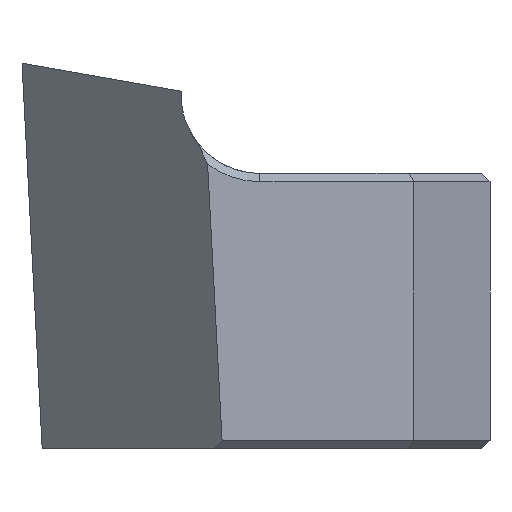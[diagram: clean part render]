
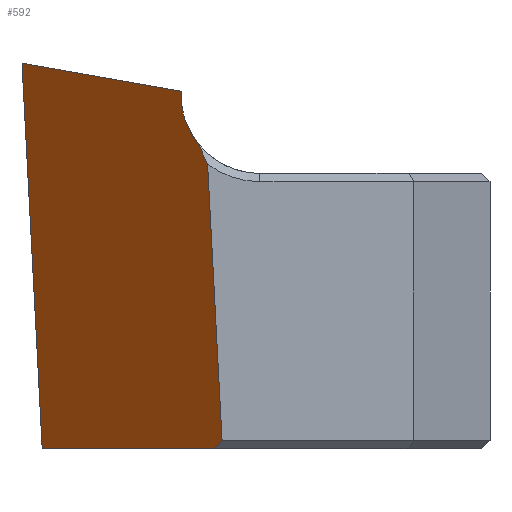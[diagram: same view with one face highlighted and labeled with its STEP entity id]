
A CAD part, left-side view. The second image highlights one B-rep face of the part: STEP entity #592.
In plain terms, the highlighted planar face has unit normal (-0.707, 0.707, -0.037).
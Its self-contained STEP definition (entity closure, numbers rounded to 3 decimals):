
#12 = LINE ( 'NONE', #317, #713 ) ;
#14 = VERTEX_POINT ( 'NONE', #625 ) ;
#47 = CARTESIAN_POINT ( 'NONE',  ( -5.844, 11.032, 11.622 ) ) ;
#55 = LINE ( 'NONE', #357, #742 ) ;
#64 = DIRECTION ( 'NONE',  ( -0.587, -0.557, 0.587 ) ) ;
#77 = CARTESIAN_POINT ( 'NONE',  ( -6.436, 10.384, 10.57 ) ) ;
#110 = EDGE_CURVE ( 'NONE', #895, #472, #545, .T. ) ;
#115 = VECTOR ( 'NONE', #64, 1000. ) ;
#182 = VECTOR ( 'NONE', #185, 1000. ) ;
#185 = DIRECTION ( 'NONE',  ( 0.707, 0.707, 0. ) ) ;
#202 = EDGE_CURVE ( 'NONE', #370, #395, #431, .T. ) ;
#228 = ORIENTED_EDGE ( 'NONE', *, *, #517, .T. ) ;
#285 = CARTESIAN_POINT ( 'NONE',  ( 0., 16.222, -0.85 ) ) ;
#296 = ORIENTED_EDGE ( 'NONE', *, *, #361, .T. ) ;
#317 = CARTESIAN_POINT ( 'NONE',  ( -6.55, 9.69, -0.508 ) ) ;
#344 = LINE ( 'NONE', #640, #557 ) ;
#348 = CARTESIAN_POINT ( 'NONE',  ( -6.25, 10.597, 11.077 ) ) ;
#357 = CARTESIAN_POINT ( 'NONE',  ( 0., 16.222, -0.85 ) ) ;
#361 = EDGE_CURVE ( 'NONE', #395, #783, #12, .T. ) ;
#370 = VERTEX_POINT ( 'NONE', #841 ) ;
#375 = CARTESIAN_POINT ( 'NONE',  ( -6.335, 10.498, 10.817 ) ) ;
#394 = EDGE_CURVE ( 'NONE', #370, #14, #543, .T. ) ;
#395 = VERTEX_POINT ( 'NONE', #470 ) ;
#407 = CARTESIAN_POINT ( 'NONE',  ( -6.55, 10.258, 10.334 ) ) ;
#417 = CARTESIAN_POINT ( 'NONE',  ( -5.726, 11.221, 12.981 ) ) ;
#431 = LINE ( 'NONE', #730, #115 ) ;
#468 = AXIS2_PLACEMENT_3D ( 'NONE', #285, #575, #892 ) ;
#470 = CARTESIAN_POINT ( 'NONE',  ( -6.55, 9.732, 0.3 ) ) ;
#472 = VERTEX_POINT ( 'NONE', #483 ) ;
#483 = CARTESIAN_POINT ( 'NONE',  ( -6.25, 10.597, 11.077 ) ) ;
#512 = ORIENTED_EDGE ( 'NONE', *, *, #110, .F. ) ;
#517 = EDGE_CURVE ( 'NONE', #895, #770, #344, .T. ) ;
#536 = B_SPLINE_CURVE_WITH_KNOTS ( 'NONE', 3,
 ( #744, #77, #375, #673 ),
 .UNSPECIFIED., .F., .F.,
 ( 4, 4 ),
 ( 0., 0.001 ),
 .UNSPECIFIED. ) ;
#543 = LINE ( 'NONE', #849, #182 ) ;
#545 =( BOUNDED_CURVE ( )  B_SPLINE_CURVE ( 3, ( #417, #716, #47, #348 ),
 .UNSPECIFIED., .F., .T. ) 
 B_SPLINE_CURVE_WITH_KNOTS ( ( 4, 4 ),
 ( 3.049, 3.763 ),
 .UNSPECIFIED. ) 
 CURVE ( )  GEOMETRIC_REPRESENTATION_ITEM ( )  RATIONAL_B_SPLINE_CURVE ( ( 1., 0.958, 0.958, 1. ) ) 
 REPRESENTATION_ITEM ( '' )  );
#557 = VECTOR ( 'NONE', #955, 1000. ) ;
#569 = ORIENTED_EDGE ( 'NONE', *, *, #719, .T. ) ;
#575 = DIRECTION ( 'NONE',  ( 0.707, -0.707, 0.037 ) ) ;
#592 = ADVANCED_FACE ( 'NONE', ( #648 ), #964, .F. ) ;
#614 = DIRECTION ( 'NONE',  ( 0., 0.052, 0.999 ) ) ;
#616 = EDGE_CURVE ( 'NONE', #14, #770, #55, .T. ) ;
#625 = CARTESIAN_POINT ( 'NONE',  ( 0., 16.266, 0. ) ) ;
#640 = CARTESIAN_POINT ( 'NONE',  ( -1.672, 15.312, 13.702 ) ) ;
#648 = FACE_OUTER_BOUND ( 'NONE', #933, .T. ) ;
#653 = DIRECTION ( 'NONE',  ( 0., 0.052, 0.999 ) ) ;
#660 = ORIENTED_EDGE ( 'NONE', *, *, #394, .F. ) ;
#673 = CARTESIAN_POINT ( 'NONE',  ( -6.25, 10.597, 11.077 ) ) ;
#713 = VECTOR ( 'NONE', #614, 1000. ) ;
#716 = CARTESIAN_POINT ( 'NONE',  ( -5.661, 11.249, 12.285 ) ) ;
#719 = EDGE_CURVE ( 'NONE', #783, #472, #536, .T. ) ;
#730 = CARTESIAN_POINT ( 'NONE',  ( -8.827, 7.574, 2.577 ) ) ;
#742 = VECTOR ( 'NONE', #653, 1000. ) ;
#744 = CARTESIAN_POINT ( 'NONE',  ( -6.55, 10.258, 10.334 ) ) ;
#770 = VERTEX_POINT ( 'NONE', #945 ) ;
#783 = VERTEX_POINT ( 'NONE', #407 ) ;
#791 = CARTESIAN_POINT ( 'NONE',  ( -5.726, 11.221, 12.981 ) ) ;
#841 = CARTESIAN_POINT ( 'NONE',  ( -6.25, 10.016, 0. ) ) ;
#849 = CARTESIAN_POINT ( 'NONE',  ( -8.133, 8.133, 0. ) ) ;
#882 = ORIENTED_EDGE ( 'NONE', *, *, #202, .T. ) ;
#892 = DIRECTION ( 'NONE',  ( 0.707, 0.707, 0. ) ) ;
#895 = VERTEX_POINT ( 'NONE', #791 ) ;
#904 = ORIENTED_EDGE ( 'NONE', *, *, #616, .F. ) ;
#933 = EDGE_LOOP ( 'NONE', ( #660, #882, #296, #569, #512, #228, #904 ) ) ;
#945 = CARTESIAN_POINT ( 'NONE',  ( 0., 17., 14. ) ) ;
#955 = DIRECTION ( 'NONE',  ( 0.698, 0.705, 0.124 ) ) ;
#964 = PLANE ( 'NONE',  #468 ) ;
